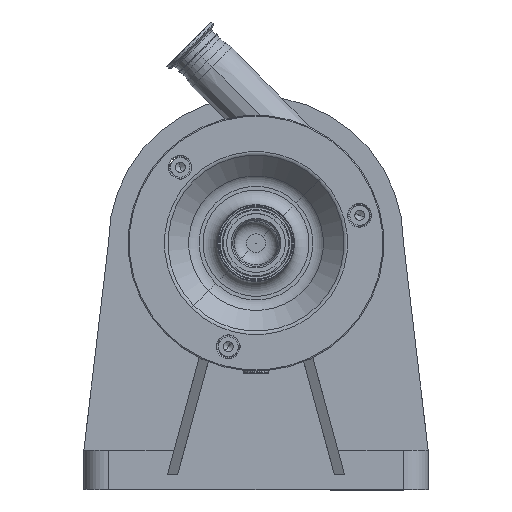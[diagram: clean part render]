
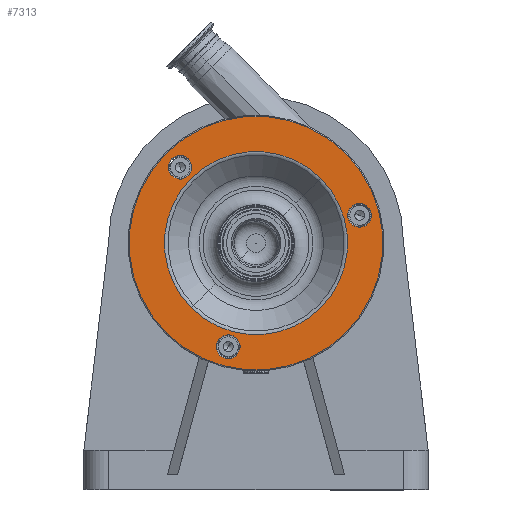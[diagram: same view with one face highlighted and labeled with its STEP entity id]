
A CAD part, top view. The second image highlights one B-rep face of the part: STEP entity #7313.
In plain terms, the highlighted planar face has unit normal (0, 0, 1).
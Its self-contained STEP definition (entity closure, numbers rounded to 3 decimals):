
#60 = DIRECTION ( 'NONE',  ( -0.707, -0.707, 0. ) ) ;
#143 = DIRECTION ( 'NONE',  ( 0., 0., -1. ) ) ;
#888 = CIRCLE ( 'NONE', #9257, 12. ) ;
#932 = AXIS2_PLACEMENT_3D ( 'NONE', #18144, #10813, #12136 ) ;
#963 = CIRCLE ( 'NONE', #3369, 129. ) ;
#1077 = DIRECTION ( 'NONE',  ( 0., 0., -1. ) ) ;
#1309 = EDGE_CURVE ( 'NONE', #5342, #17542, #10568, .T. ) ;
#1337 = DIRECTION ( 'NONE',  ( 0., 0., -1. ) ) ;
#1448 = FACE_OUTER_BOUND ( 'NONE', #14724, .T. ) ;
#1481 = VERTEX_POINT ( 'NONE', #7356 ) ;
#1836 = ORIENTED_EDGE ( 'NONE', *, *, #5451, .F. ) ;
#2052 = DIRECTION ( 'NONE',  ( -0.707, -0.707, 0. ) ) ;
#2184 = AXIS2_PLACEMENT_3D ( 'NONE', #10002, #15912, #10086 ) ;
#2253 = EDGE_CURVE ( 'NONE', #1481, #16791, #4525, .T. ) ;
#2293 = ORIENTED_EDGE ( 'NONE', *, *, #2253, .T. ) ;
#3369 = AXIS2_PLACEMENT_3D ( 'NONE', #16395, #3556, #2052 ) ;
#3403 = AXIS2_PLACEMENT_3D ( 'NONE', #13306, #11896, #7486 ) ;
#3416 = DIRECTION ( 'NONE',  ( 0., 0., -1. ) ) ;
#3497 = EDGE_CURVE ( 'NONE', #17542, #5342, #888, .T. ) ;
#3556 = DIRECTION ( 'NONE',  ( 0., 0., -1. ) ) ;
#4266 = DIRECTION ( 'NONE',  ( -0.707, -0.707, 0. ) ) ;
#4525 = CIRCLE ( 'NONE', #17107, 12. ) ;
#4629 = EDGE_CURVE ( 'NONE', #4919, #15183, #9014, .T. ) ;
#4919 = VERTEX_POINT ( 'NONE', #7708 ) ;
#5047 = ORIENTED_EDGE ( 'NONE', *, *, #7624, .T. ) ;
#5342 = VERTEX_POINT ( 'NONE', #5818 ) ;
#5451 = EDGE_CURVE ( 'NONE', #15191, #17253, #963, .T. ) ;
#5694 = DIRECTION ( 'NONE',  ( -0.707, -0.707, 0. ) ) ;
#5818 = CARTESIAN_POINT ( 'NONE',  ( -85.56, 318.589, 93.5 ) ) ;
#5968 = CARTESIAN_POINT ( 'NONE',  ( 96.801, 269.726, 93.5 ) ) ;
#6034 = CIRCLE ( 'NONE', #16509, 93.071 ) ;
#6143 = CARTESIAN_POINT ( 'NONE',  ( 0., 250., 93.5 ) ) ;
#6503 = ORIENTED_EDGE ( 'NONE', *, *, #11385, .T. ) ;
#6703 = VERTEX_POINT ( 'NONE', #15658 ) ;
#6917 = CARTESIAN_POINT ( 'NONE',  ( -91.217, 341.217, 93.5 ) ) ;
#6987 = AXIS2_PLACEMENT_3D ( 'NONE', #6143, #143, #10344 ) ;
#7029 = ORIENTED_EDGE ( 'NONE', *, *, #3497, .T. ) ;
#7071 = EDGE_LOOP ( 'NONE', ( #10999, #9190 ) ) ;
#7313 = ADVANCED_FACE ( 'NONE', ( #10170, #8666, #14145, #1448, #14403 ), #12813, .F. ) ;
#7356 = CARTESIAN_POINT ( 'NONE',  ( -36.697, 136.229, 93.5 ) ) ;
#7486 = DIRECTION ( 'NONE',  ( -0.707, -0.707, 0. ) ) ;
#7624 = EDGE_CURVE ( 'NONE', #6703, #15808, #6034, .T. ) ;
#7708 = CARTESIAN_POINT ( 'NONE',  ( 113.771, 286.697, 93.5 ) ) ;
#8245 = EDGE_LOOP ( 'NONE', ( #7029, #14285 ) ) ;
#8446 = EDGE_CURVE ( 'NONE', #17253, #15191, #18365, .T. ) ;
#8475 = AXIS2_PLACEMENT_3D ( 'NONE', #10051, #1337, #4266 ) ;
#8666 = FACE_BOUND ( 'NONE', #10632, .T. ) ;
#8738 = CARTESIAN_POINT ( 'NONE',  ( -77.075, 327.075, 93.5 ) ) ;
#9014 = CIRCLE ( 'NONE', #932, 12. ) ;
#9190 = ORIENTED_EDGE ( 'NONE', *, *, #12119, .T. ) ;
#9257 = AXIS2_PLACEMENT_3D ( 'NONE', #8738, #10510, #13421 ) ;
#9392 = DIRECTION ( 'NONE',  ( -0.707, -0.707, 0. ) ) ;
#9516 = CARTESIAN_POINT ( 'NONE',  ( -68.589, 335.56, 93.5 ) ) ;
#9598 = CIRCLE ( 'NONE', #16489, 12. ) ;
#10002 = CARTESIAN_POINT ( 'NONE',  ( 0., 250., 93.5 ) ) ;
#10051 = CARTESIAN_POINT ( 'NONE',  ( 105.286, 278.211, 93.5 ) ) ;
#10086 = DIRECTION ( 'NONE',  ( -0.707, -0.707, 0. ) ) ;
#10100 = ORIENTED_EDGE ( 'NONE', *, *, #8446, .F. ) ;
#10170 = FACE_BOUND ( 'NONE', #7071, .T. ) ;
#10344 = DIRECTION ( 'NONE',  ( -0.707, -0.707, 0. ) ) ;
#10510 = DIRECTION ( 'NONE',  ( 0., 0., -1. ) ) ;
#10568 = CIRCLE ( 'NONE', #3403, 12. ) ;
#10632 = EDGE_LOOP ( 'NONE', ( #17889, #2293 ) ) ;
#10704 = CARTESIAN_POINT ( 'NONE',  ( -28.211, 144.714, 93.5 ) ) ;
#10813 = DIRECTION ( 'NONE',  ( 0., 0., -1. ) ) ;
#10999 = ORIENTED_EDGE ( 'NONE', *, *, #4629, .T. ) ;
#11314 = CARTESIAN_POINT ( 'NONE',  ( -28.211, 144.714, 93.5 ) ) ;
#11385 = EDGE_CURVE ( 'NONE', #15808, #6703, #13881, .T. ) ;
#11511 = DIRECTION ( 'NONE',  ( 0., 0., -1. ) ) ;
#11695 = AXIS2_PLACEMENT_3D ( 'NONE', #6917, #11511, #5694 ) ;
#11785 = CARTESIAN_POINT ( 'NONE',  ( 91.217, 341.217, 93.5 ) ) ;
#11896 = DIRECTION ( 'NONE',  ( 0., 0., -1. ) ) ;
#12119 = EDGE_CURVE ( 'NONE', #15183, #4919, #13897, .T. ) ;
#12136 = DIRECTION ( 'NONE',  ( -0.707, -0.707, 0. ) ) ;
#12483 = CARTESIAN_POINT ( 'NONE',  ( -19.726, 153.199, 93.5 ) ) ;
#12527 = DIRECTION ( 'NONE',  ( 0., 0., -1. ) ) ;
#12813 = PLANE ( 'NONE',  #11695 ) ;
#13306 = CARTESIAN_POINT ( 'NONE',  ( -77.075, 327.075, 93.5 ) ) ;
#13421 = DIRECTION ( 'NONE',  ( -0.707, -0.707, 0. ) ) ;
#13881 = CIRCLE ( 'NONE', #2184, 93.071 ) ;
#13897 = CIRCLE ( 'NONE', #8475, 12. ) ;
#13941 = CARTESIAN_POINT ( 'NONE',  ( 0., 250., 93.5 ) ) ;
#14145 = FACE_BOUND ( 'NONE', #8245, .T. ) ;
#14285 = ORIENTED_EDGE ( 'NONE', *, *, #1309, .T. ) ;
#14403 = FACE_BOUND ( 'NONE', #14529, .T. ) ;
#14529 = EDGE_LOOP ( 'NONE', ( #5047, #6503 ) ) ;
#14724 = EDGE_LOOP ( 'NONE', ( #10100, #1836 ) ) ;
#14907 = CARTESIAN_POINT ( 'NONE',  ( -91.217, 158.783, 93.5 ) ) ;
#15078 = DIRECTION ( 'NONE',  ( -0.707, -0.707, 0. ) ) ;
#15183 = VERTEX_POINT ( 'NONE', #5968 ) ;
#15191 = VERTEX_POINT ( 'NONE', #11785 ) ;
#15658 = CARTESIAN_POINT ( 'NONE',  ( -65.811, 184.189, 93.5 ) ) ;
#15808 = VERTEX_POINT ( 'NONE', #16090 ) ;
#15912 = DIRECTION ( 'NONE',  ( 0., 0., -1. ) ) ;
#16090 = CARTESIAN_POINT ( 'NONE',  ( 65.811, 315.811, 93.5 ) ) ;
#16395 = CARTESIAN_POINT ( 'NONE',  ( 0., 250., 93.5 ) ) ;
#16489 = AXIS2_PLACEMENT_3D ( 'NONE', #11314, #12527, #60 ) ;
#16509 = AXIS2_PLACEMENT_3D ( 'NONE', #13941, #1077, #15078 ) ;
#16791 = VERTEX_POINT ( 'NONE', #12483 ) ;
#17107 = AXIS2_PLACEMENT_3D ( 'NONE', #10704, #3416, #9392 ) ;
#17253 = VERTEX_POINT ( 'NONE', #14907 ) ;
#17542 = VERTEX_POINT ( 'NONE', #9516 ) ;
#17889 = ORIENTED_EDGE ( 'NONE', *, *, #18509, .T. ) ;
#18144 = CARTESIAN_POINT ( 'NONE',  ( 105.286, 278.211, 93.5 ) ) ;
#18365 = CIRCLE ( 'NONE', #6987, 129. ) ;
#18509 = EDGE_CURVE ( 'NONE', #16791, #1481, #9598, .T. ) ;
